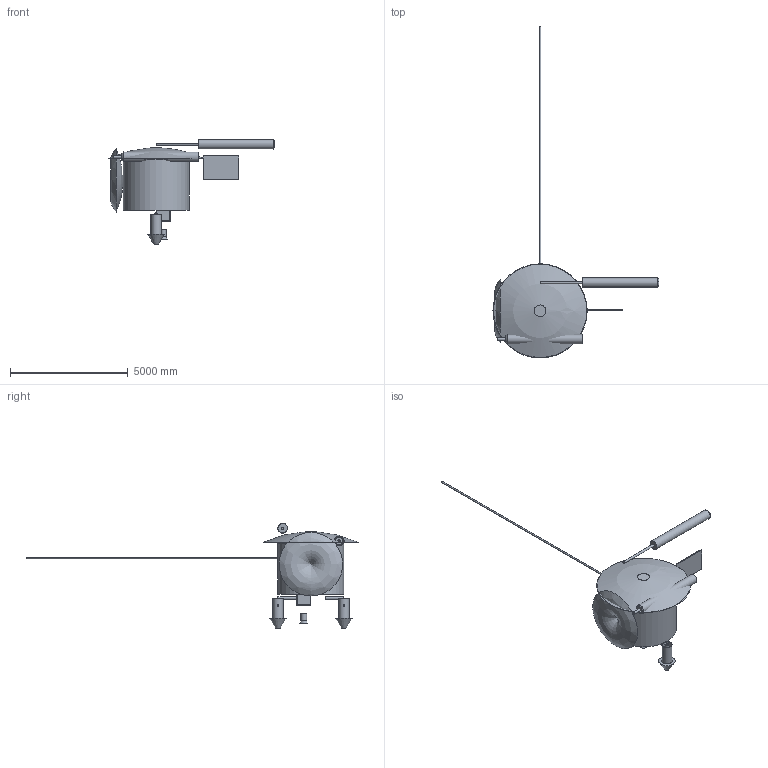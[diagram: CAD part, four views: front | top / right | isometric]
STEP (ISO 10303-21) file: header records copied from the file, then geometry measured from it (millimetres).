
FILE_DESCRIPTION(('FreeCAD Model'),'2;1');
FILE_NAME('Open CASCADE Shape Model','2025-08-27T11:59:30',('Author'),( ''),'Open CASCADE STEP processor 7.8','FreeCAD','Unknown');
FILE_SCHEMA(('AUTOMOTIVE_DESIGN { 1 0 10303 214 1 1 1 1 }'));
Length unit declared in the file: metre
Products named in the file (19): RADIATION_SHIELD; BUS; HGA; BOOM2; MAST; BOOM1; RTG1; RTG2; LGA1; MAG_BOOM; PANEL1; LGA2; HUYGENS; CUBESAT_THRUSTER; VASIMR_PYLON_L; VASIMR_R; VASIMR_PYLON_R; VASIMR_L; Cassini_Huygens_Assembly
Bounding box: 7050 x 14100 x 4480 mm (x, y, z)
Volume: 20767387326.2 mm3; surface area: 251289178.8 mm2
Topology: 38 solids, 40 shells, 282 faces, 668 edges, 414 vertices
Faces by surface type: plane 170, cylinder 46, torus 40, sphere 14, cone 10, revolution 2
Full cylindrical faces by diameter (mm): 36 x8, 60 x2, 100 x8, 160 x4, 200 x2, 250 x2, 400 x8, 440 x4, 500 x4, 2700 x2, 2800 x2
Entity records: 40871 total; most frequent: CARTESIAN_POINT 27363, DIRECTION 2204, ORIENTED_EDGE 1328, PCURVE 1328, DEFINITIONAL_REPRESENTATION 1328, LINE 1108, VECTOR 1108, EDGE_CURVE 664
